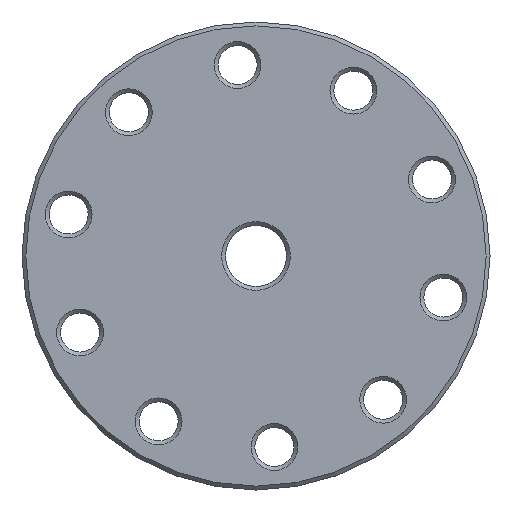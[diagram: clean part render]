
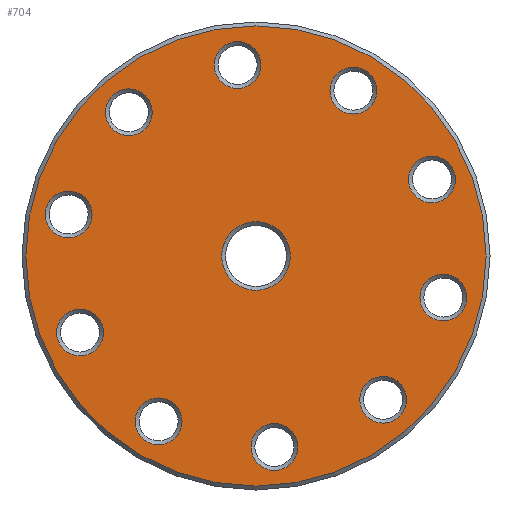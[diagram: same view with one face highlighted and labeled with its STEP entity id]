
A CAD part, left-side view. The second image highlights one B-rep face of the part: STEP entity #704.
In plain terms, the highlighted planar face has unit normal (-1, 0, 0).
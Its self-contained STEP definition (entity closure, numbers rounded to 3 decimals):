
#18=FACE_BOUND('',#181,.T.);
#19=FACE_BOUND('',#182,.T.);
#20=FACE_BOUND('',#183,.T.);
#21=FACE_BOUND('',#184,.T.);
#22=FACE_BOUND('',#185,.T.);
#23=FACE_BOUND('',#186,.T.);
#24=FACE_BOUND('',#187,.T.);
#25=FACE_BOUND('',#188,.T.);
#26=FACE_BOUND('',#189,.T.);
#27=FACE_BOUND('',#190,.T.);
#28=FACE_BOUND('',#191,.T.);
#42=PLANE('',#771);
#52=CIRCLE('',#770,1.5);
#53=CIRCLE('',#772,14.75);
#54=CIRCLE('',#773,1.5);
#55=CIRCLE('',#774,1.5);
#56=CIRCLE('',#775,1.5);
#57=CIRCLE('',#776,1.5);
#58=CIRCLE('',#777,1.5);
#59=CIRCLE('',#778,1.5);
#60=CIRCLE('',#779,1.5);
#61=CIRCLE('',#780,2.2);
#62=CIRCLE('',#781,1.5);
#63=CIRCLE('',#782,1.5);
#132=FACE_OUTER_BOUND('',#180,.T.);
#180=EDGE_LOOP('',(#516));
#181=EDGE_LOOP('',(#517));
#182=EDGE_LOOP('',(#518));
#183=EDGE_LOOP('',(#519));
#184=EDGE_LOOP('',(#520));
#185=EDGE_LOOP('',(#521));
#186=EDGE_LOOP('',(#522));
#187=EDGE_LOOP('',(#523));
#188=EDGE_LOOP('',(#524));
#189=EDGE_LOOP('',(#525));
#190=EDGE_LOOP('',(#526));
#191=EDGE_LOOP('',(#527));
#338=VERTEX_POINT('',#1199);
#339=VERTEX_POINT('',#1203);
#340=VERTEX_POINT('',#1205);
#341=VERTEX_POINT('',#1207);
#342=VERTEX_POINT('',#1209);
#343=VERTEX_POINT('',#1211);
#344=VERTEX_POINT('',#1213);
#345=VERTEX_POINT('',#1215);
#346=VERTEX_POINT('',#1217);
#347=VERTEX_POINT('',#1219);
#348=VERTEX_POINT('',#1221);
#349=VERTEX_POINT('',#1223);
#402=EDGE_CURVE('',#338,#338,#52,.T.);
#403=EDGE_CURVE('',#339,#339,#53,.T.);
#404=EDGE_CURVE('',#340,#340,#54,.T.);
#405=EDGE_CURVE('',#341,#341,#55,.T.);
#406=EDGE_CURVE('',#342,#342,#56,.T.);
#407=EDGE_CURVE('',#343,#343,#57,.T.);
#408=EDGE_CURVE('',#344,#344,#58,.T.);
#409=EDGE_CURVE('',#345,#345,#59,.T.);
#410=EDGE_CURVE('',#346,#346,#60,.T.);
#411=EDGE_CURVE('',#347,#347,#61,.T.);
#412=EDGE_CURVE('',#348,#348,#62,.T.);
#413=EDGE_CURVE('',#349,#349,#63,.T.);
#516=ORIENTED_EDGE('',*,*,#403,.F.);
#517=ORIENTED_EDGE('',*,*,#404,.F.);
#518=ORIENTED_EDGE('',*,*,#405,.F.);
#519=ORIENTED_EDGE('',*,*,#406,.F.);
#520=ORIENTED_EDGE('',*,*,#407,.F.);
#521=ORIENTED_EDGE('',*,*,#408,.F.);
#522=ORIENTED_EDGE('',*,*,#409,.F.);
#523=ORIENTED_EDGE('',*,*,#410,.F.);
#524=ORIENTED_EDGE('',*,*,#411,.F.);
#525=ORIENTED_EDGE('',*,*,#412,.F.);
#526=ORIENTED_EDGE('',*,*,#413,.F.);
#527=ORIENTED_EDGE('',*,*,#402,.F.);
#704=ADVANCED_FACE('',(#132,#18,#19,#20,#21,#22,#23,#24,#25,#26,#27,#28),
#42,.F.);
#770=AXIS2_PLACEMENT_3D('',#1201,#891,#892);
#771=AXIS2_PLACEMENT_3D('',#1202,#893,#894);
#772=AXIS2_PLACEMENT_3D('',#1204,#895,#896);
#773=AXIS2_PLACEMENT_3D('',#1206,#897,#898);
#774=AXIS2_PLACEMENT_3D('',#1208,#899,#900);
#775=AXIS2_PLACEMENT_3D('',#1210,#901,#902);
#776=AXIS2_PLACEMENT_3D('',#1212,#903,#904);
#777=AXIS2_PLACEMENT_3D('',#1214,#905,#906);
#778=AXIS2_PLACEMENT_3D('',#1216,#907,#908);
#779=AXIS2_PLACEMENT_3D('',#1218,#909,#910);
#780=AXIS2_PLACEMENT_3D('',#1220,#911,#912);
#781=AXIS2_PLACEMENT_3D('',#1222,#913,#914);
#782=AXIS2_PLACEMENT_3D('',#1224,#915,#916);
#891=DIRECTION('center_axis',(-1.,0.,0.));
#892=DIRECTION('ref_axis',(0.,1.,0.));
#893=DIRECTION('center_axis',(1.,0.,0.));
#894=DIRECTION('ref_axis',(0.,1.,0.));
#895=DIRECTION('center_axis',(1.,0.,0.));
#896=DIRECTION('ref_axis',(0.,1.,0.));
#897=DIRECTION('center_axis',(-1.,0.,0.));
#898=DIRECTION('ref_axis',(0.,1.,0.));
#899=DIRECTION('center_axis',(-1.,0.,0.));
#900=DIRECTION('ref_axis',(0.,1.,0.));
#901=DIRECTION('center_axis',(-1.,0.,0.));
#902=DIRECTION('ref_axis',(0.,1.,0.));
#903=DIRECTION('center_axis',(-1.,0.,0.));
#904=DIRECTION('ref_axis',(0.,1.,0.));
#905=DIRECTION('center_axis',(-1.,0.,0.));
#906=DIRECTION('ref_axis',(0.,1.,0.));
#907=DIRECTION('center_axis',(-1.,0.,0.));
#908=DIRECTION('ref_axis',(0.,1.,0.));
#909=DIRECTION('center_axis',(-1.,0.,0.));
#910=DIRECTION('ref_axis',(0.,1.,0.));
#911=DIRECTION('center_axis',(-1.,0.,0.));
#912=DIRECTION('ref_axis',(0.,1.,0.));
#913=DIRECTION('center_axis',(-1.,0.,0.));
#914=DIRECTION('ref_axis',(0.,1.,0.));
#915=DIRECTION('center_axis',(-1.,0.,0.));
#916=DIRECTION('ref_axis',(0.,1.,0.));
#1199=CARTESIAN_POINT('',(0.,4.742,-10.598));
#1201=CARTESIAN_POINT('Origin',(0.,6.242,-10.598));
#1202=CARTESIAN_POINT('Origin',(0.,0.,0.));
#1203=CARTESIAN_POINT('',(0.,-14.75,0.));
#1204=CARTESIAN_POINT('Origin',(0.,0.,0.));
#1205=CARTESIAN_POINT('',(0.,-2.68,-12.243));
#1206=CARTESIAN_POINT('Origin',(0.,-1.18,-12.243));
#1207=CARTESIAN_POINT('',(0.,-13.509,-2.662));
#1208=CARTESIAN_POINT('Origin',(0.,-12.009,-2.662));
#1209=CARTESIAN_POINT('',(0.,-7.742,10.598));
#1210=CARTESIAN_POINT('Origin',(0.,-6.242,10.598));
#1211=CARTESIAN_POINT('',(0.,6.651,9.212));
#1212=CARTESIAN_POINT('Origin',(0.,8.151,9.212));
#1213=CARTESIAN_POINT('',(0.,9.78,-4.905));
#1214=CARTESIAN_POINT('Origin',(0.,11.28,-4.905));
#1215=CARTESIAN_POINT('',(0.,10.509,2.662));
#1216=CARTESIAN_POINT('Origin',(0.,12.009,2.662));
#1217=CARTESIAN_POINT('',(0.,-0.32,12.243));
#1218=CARTESIAN_POINT('Origin',(0.,1.18,12.243));
#1219=CARTESIAN_POINT('',(0.,-2.2,0.));
#1220=CARTESIAN_POINT('Origin',(0.,0.,0.));
#1221=CARTESIAN_POINT('',(0.,-12.78,4.905));
#1222=CARTESIAN_POINT('Origin',(0.,-11.28,4.905));
#1223=CARTESIAN_POINT('',(0.,-9.651,-9.212));
#1224=CARTESIAN_POINT('Origin',(0.,-8.151,-9.212));
